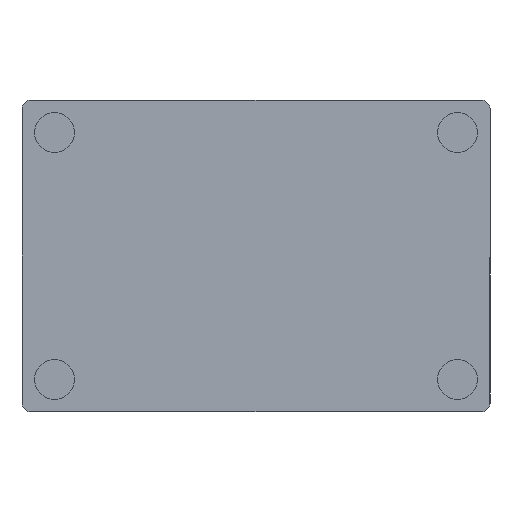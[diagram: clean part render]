
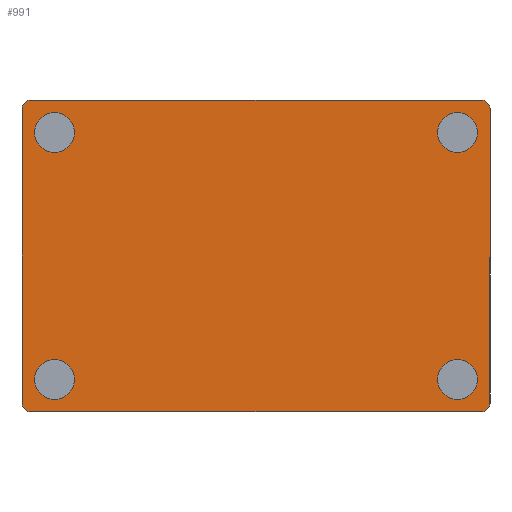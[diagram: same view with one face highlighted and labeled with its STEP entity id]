
A CAD part, front view. The second image highlights one B-rep face of the part: STEP entity #991.
In plain terms, the highlighted planar face has unit normal (0, -1, 0).
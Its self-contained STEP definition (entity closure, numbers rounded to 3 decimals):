
#8 = VERTEX_POINT ( 'NONE', #778 ) ;
#42 = EDGE_CURVE ( 'NONE', #1229, #632, #1290, .T. ) ;
#66 = CARTESIAN_POINT ( 'NONE',  ( -113.113, 0., 0. ) ) ;
#99 = DIRECTION ( 'NONE',  ( 0., -1., 0. ) ) ;
#148 = DIRECTION ( 'NONE',  ( 0., -1., 0. ) ) ;
#198 = CARTESIAN_POINT ( 'NONE',  ( -9.313, 0., -41.678 ) ) ;
#219 = EDGE_LOOP ( 'NONE', ( #225, #1170, #1312, #704, #1850, #1054, #566, #635 ) ) ;
#225 = ORIENTED_EDGE ( 'NONE', *, *, #1660, .T. ) ;
#250 = CARTESIAN_POINT ( 'NONE',  ( -7.313, 0., 0. ) ) ;
#290 = ORIENTED_EDGE ( 'NONE', *, *, #2544, .F. ) ;
#313 = CIRCLE ( 'NONE', #980, 2. ) ;
#318 = EDGE_CURVE ( 'NONE', #8, #1357, #1617, .T. ) ;
#339 = EDGE_CURVE ( 'NONE', #1071, #1182, #2284, .T. ) ;
#361 = CARTESIAN_POINT ( 'NONE',  ( -111.113, 0., 26.822 ) ) ;
#369 = AXIS2_PLACEMENT_3D ( 'NONE', #2087, #2487, #1409 ) ;
#403 = DIRECTION ( 'NONE',  ( 0., 0., 1. ) ) ;
#440 = CARTESIAN_POINT ( 'NONE',  ( 0., 0., 28.822 ) ) ;
#469 = EDGE_CURVE ( 'NONE', #632, #1229, #994, .T. ) ;
#471 = VERTEX_POINT ( 'NONE', #569 ) ;
#566 = ORIENTED_EDGE ( 'NONE', *, *, #1926, .F. ) ;
#569 = CARTESIAN_POINT ( 'NONE',  ( -14.663, 0., -29.828 ) ) ;
#576 = VERTEX_POINT ( 'NONE', #2278 ) ;
#598 = ORIENTED_EDGE ( 'NONE', *, *, #2562, .F. ) ;
#630 = CARTESIAN_POINT ( 'NONE',  ( -9.313, 0., 26.822 ) ) ;
#632 = VERTEX_POINT ( 'NONE', #1478 ) ;
#635 = ORIENTED_EDGE ( 'NONE', *, *, #1566, .T. ) ;
#669 = DIRECTION ( 'NONE',  ( 0., 0., -1. ) ) ;
#679 = VECTOR ( 'NONE', #2403, 1000. ) ;
#699 = VERTEX_POINT ( 'NONE', #198 ) ;
#704 = ORIENTED_EDGE ( 'NONE', *, *, #925, .T. ) ;
#735 = EDGE_CURVE ( 'NONE', #758, #2115, #1443, .T. ) ;
#737 = DIRECTION ( 'NONE',  ( 0., -1., 0. ) ) ;
#740 = AXIS2_PLACEMENT_3D ( 'NONE', #630, #1222, #403 ) ;
#741 = DIRECTION ( 'NONE',  ( 0., -1., 0. ) ) ;
#747 = DIRECTION ( 'NONE',  ( 0., 0., 1. ) ) ;
#758 = VERTEX_POINT ( 'NONE', #2377 ) ;
#770 = VERTEX_POINT ( 'NONE', #1401 ) ;
#778 = CARTESIAN_POINT ( 'NONE',  ( -14.663, 0., 25.972 ) ) ;
#795 = DIRECTION ( 'NONE',  ( 0., 0., 1. ) ) ;
#801 = DIRECTION ( 'NONE',  ( 0., -1., 0. ) ) ;
#829 = LINE ( 'NONE', #440, #1789 ) ;
#834 = ORIENTED_EDGE ( 'NONE', *, *, #318, .F. ) ;
#846 = ORIENTED_EDGE ( 'NONE', *, *, #863, .F. ) ;
#857 = CARTESIAN_POINT ( 'NONE',  ( -105.763, 0., 21.472 ) ) ;
#858 = EDGE_CURVE ( 'NONE', #1071, #2209, #829, .T. ) ;
#863 = EDGE_CURVE ( 'NONE', #770, #2282, #2327, .T. ) ;
#864 = CIRCLE ( 'NONE', #990, 2. ) ;
#867 = DIRECTION ( 'NONE',  ( 0., 0., 1. ) ) ;
#885 = EDGE_CURVE ( 'NONE', #699, #758, #864, .T. ) ;
#894 = FACE_BOUND ( 'NONE', #1263, .T. ) ;
#925 = EDGE_CURVE ( 'NONE', #2115, #2209, #1198, .T. ) ;
#980 = AXIS2_PLACEMENT_3D ( 'NONE', #1151, #148, #1728 ) ;
#990 = AXIS2_PLACEMENT_3D ( 'NONE', #1448, #801, #2035 ) ;
#991 = ADVANCED_FACE ( 'NONE', ( #1293, #894, #1803, #1211, #1012 ), #1309, .F. ) ;
#994 = CIRCLE ( 'NONE', #2243, 4.5 ) ;
#1012 = FACE_OUTER_BOUND ( 'NONE', #219, .T. ) ;
#1027 = DIRECTION ( 'NONE',  ( 1., 0., 0. ) ) ;
#1032 = ORIENTED_EDGE ( 'NONE', *, *, #469, .F. ) ;
#1033 = CARTESIAN_POINT ( 'NONE',  ( -14.663, 0., -38.828 ) ) ;
#1054 = ORIENTED_EDGE ( 'NONE', *, *, #339, .T. ) ;
#1055 = AXIS2_PLACEMENT_3D ( 'NONE', #2134, #737, #1124 ) ;
#1071 = VERTEX_POINT ( 'NONE', #1139 ) ;
#1086 = AXIS2_PLACEMENT_3D ( 'NONE', #857, #99, #669 ) ;
#1098 = CARTESIAN_POINT ( 'NONE',  ( -14.663, 0., -34.328 ) ) ;
#1101 = CARTESIAN_POINT ( 'NONE',  ( -113.113, 0., -39.678 ) ) ;
#1108 = VECTOR ( 'NONE', #867, 1000. ) ;
#1121 = DIRECTION ( 'NONE',  ( 0., 0., -1. ) ) ;
#1124 = DIRECTION ( 'NONE',  ( 0., 0., -1. ) ) ;
#1128 = AXIS2_PLACEMENT_3D ( 'NONE', #2358, #741, #2171 ) ;
#1139 = CARTESIAN_POINT ( 'NONE',  ( -111.113, 0., 28.822 ) ) ;
#1151 = CARTESIAN_POINT ( 'NONE',  ( -111.113, 0., -39.678 ) ) ;
#1170 = ORIENTED_EDGE ( 'NONE', *, *, #885, .T. ) ;
#1171 = VERTEX_POINT ( 'NONE', #1033 ) ;
#1182 = VERTEX_POINT ( 'NONE', #1453 ) ;
#1198 = CIRCLE ( 'NONE', #740, 2. ) ;
#1211 = FACE_BOUND ( 'NONE', #1689, .T. ) ;
#1222 = DIRECTION ( 'NONE',  ( 0., -1., 0. ) ) ;
#1226 = CIRCLE ( 'NONE', #1569, 4.5 ) ;
#1229 = VERTEX_POINT ( 'NONE', #2055 ) ;
#1263 = EDGE_LOOP ( 'NONE', ( #1032, #2049 ) ) ;
#1290 = CIRCLE ( 'NONE', #1128, 4.5 ) ;
#1293 = FACE_BOUND ( 'NONE', #1674, .T. ) ;
#1309 = PLANE ( 'NONE',  #1450 ) ;
#1312 = ORIENTED_EDGE ( 'NONE', *, *, #735, .T. ) ;
#1357 = VERTEX_POINT ( 'NONE', #2106 ) ;
#1401 = CARTESIAN_POINT ( 'NONE',  ( -105.763, 0., 16.972 ) ) ;
#1409 = DIRECTION ( 'NONE',  ( 0., 0., -1. ) ) ;
#1443 = LINE ( 'NONE', #250, #2423 ) ;
#1448 = CARTESIAN_POINT ( 'NONE',  ( -9.313, 0., -39.678 ) ) ;
#1450 = AXIS2_PLACEMENT_3D ( 'NONE', #2307, #1532, #2514 ) ;
#1453 = CARTESIAN_POINT ( 'NONE',  ( -113.113, 0., 26.822 ) ) ;
#1474 = EDGE_LOOP ( 'NONE', ( #2222, #598 ) ) ;
#1478 = CARTESIAN_POINT ( 'NONE',  ( -105.763, 0., -38.828 ) ) ;
#1480 = ORIENTED_EDGE ( 'NONE', *, *, #1761, .F. ) ;
#1510 = CIRCLE ( 'NONE', #1839, 4.5 ) ;
#1512 = EDGE_CURVE ( 'NONE', #1171, #471, #1639, .T. ) ;
#1532 = DIRECTION ( 'NONE',  ( 0., 1., 0. ) ) ;
#1541 = CARTESIAN_POINT ( 'NONE',  ( -14.663, 0., 21.472 ) ) ;
#1566 = EDGE_CURVE ( 'NONE', #2350, #576, #313, .T. ) ;
#1569 = AXIS2_PLACEMENT_3D ( 'NONE', #2366, #1800, #1613 ) ;
#1574 = CARTESIAN_POINT ( 'NONE',  ( -7.313, 0., 26.822 ) ) ;
#1609 = CARTESIAN_POINT ( 'NONE',  ( -9.313, 0., 28.822 ) ) ;
#1613 = DIRECTION ( 'NONE',  ( 0., 0., -1. ) ) ;
#1617 = CIRCLE ( 'NONE', #2365, 4.5 ) ;
#1639 = CIRCLE ( 'NONE', #1055, 4.5 ) ;
#1660 = EDGE_CURVE ( 'NONE', #576, #699, #2569, .T. ) ;
#1674 = EDGE_LOOP ( 'NONE', ( #1480, #834 ) ) ;
#1689 = EDGE_LOOP ( 'NONE', ( #846, #290 ) ) ;
#1728 = DIRECTION ( 'NONE',  ( 0., 0., 1. ) ) ;
#1733 = CARTESIAN_POINT ( 'NONE',  ( -105.763, 0., 25.972 ) ) ;
#1761 = EDGE_CURVE ( 'NONE', #1357, #8, #1226, .T. ) ;
#1789 = VECTOR ( 'NONE', #1027, 1000. ) ;
#1800 = DIRECTION ( 'NONE',  ( 0., -1., 0. ) ) ;
#1803 = FACE_BOUND ( 'NONE', #1474, .T. ) ;
#1839 = AXIS2_PLACEMENT_3D ( 'NONE', #1098, #1895, #1855 ) ;
#1850 = ORIENTED_EDGE ( 'NONE', *, *, #858, .F. ) ;
#1855 = DIRECTION ( 'NONE',  ( 0., 0., -1. ) ) ;
#1864 = LINE ( 'NONE', #66, #1108 ) ;
#1873 = AXIS2_PLACEMENT_3D ( 'NONE', #361, #2332, #747 ) ;
#1895 = DIRECTION ( 'NONE',  ( 0., -1., 0. ) ) ;
#1926 = EDGE_CURVE ( 'NONE', #2350, #1182, #1864, .T. ) ;
#2035 = DIRECTION ( 'NONE',  ( 0., 0., 1. ) ) ;
#2049 = ORIENTED_EDGE ( 'NONE', *, *, #42, .F. ) ;
#2055 = CARTESIAN_POINT ( 'NONE',  ( -105.763, 0., -29.828 ) ) ;
#2087 = CARTESIAN_POINT ( 'NONE',  ( -105.763, 0., 21.472 ) ) ;
#2106 = CARTESIAN_POINT ( 'NONE',  ( -14.663, 0., 16.972 ) ) ;
#2115 = VERTEX_POINT ( 'NONE', #1574 ) ;
#2134 = CARTESIAN_POINT ( 'NONE',  ( -14.663, 0., -34.328 ) ) ;
#2167 = DIRECTION ( 'NONE',  ( 0., 0., -1. ) ) ;
#2171 = DIRECTION ( 'NONE',  ( 0., 0., -1. ) ) ;
#2209 = VERTEX_POINT ( 'NONE', #1609 ) ;
#2214 = CARTESIAN_POINT ( 'NONE',  ( -105.763, 0., -34.328 ) ) ;
#2222 = ORIENTED_EDGE ( 'NONE', *, *, #1512, .F. ) ;
#2243 = AXIS2_PLACEMENT_3D ( 'NONE', #2214, #2570, #2167 ) ;
#2278 = CARTESIAN_POINT ( 'NONE',  ( -111.113, 0., -41.678 ) ) ;
#2282 = VERTEX_POINT ( 'NONE', #1733 ) ;
#2284 = CIRCLE ( 'NONE', #1873, 2. ) ;
#2296 = CIRCLE ( 'NONE', #1086, 4.5 ) ;
#2307 = CARTESIAN_POINT ( 'NONE',  ( 0., 0., 0. ) ) ;
#2327 = CIRCLE ( 'NONE', #369, 4.5 ) ;
#2332 = DIRECTION ( 'NONE',  ( 0., -1., 0. ) ) ;
#2350 = VERTEX_POINT ( 'NONE', #1101 ) ;
#2358 = CARTESIAN_POINT ( 'NONE',  ( -105.763, 0., -34.328 ) ) ;
#2365 = AXIS2_PLACEMENT_3D ( 'NONE', #1541, #2485, #1121 ) ;
#2366 = CARTESIAN_POINT ( 'NONE',  ( -14.663, 0., 21.472 ) ) ;
#2377 = CARTESIAN_POINT ( 'NONE',  ( -7.313, 0., -39.678 ) ) ;
#2403 = DIRECTION ( 'NONE',  ( 1., 0., 0. ) ) ;
#2417 = CARTESIAN_POINT ( 'NONE',  ( 0., 0., -41.678 ) ) ;
#2423 = VECTOR ( 'NONE', #795, 1000. ) ;
#2485 = DIRECTION ( 'NONE',  ( 0., -1., 0. ) ) ;
#2487 = DIRECTION ( 'NONE',  ( 0., -1., 0. ) ) ;
#2514 = DIRECTION ( 'NONE',  ( 0., 0., 1. ) ) ;
#2544 = EDGE_CURVE ( 'NONE', #2282, #770, #2296, .T. ) ;
#2562 = EDGE_CURVE ( 'NONE', #471, #1171, #1510, .T. ) ;
#2569 = LINE ( 'NONE', #2417, #679 ) ;
#2570 = DIRECTION ( 'NONE',  ( 0., -1., 0. ) ) ;
